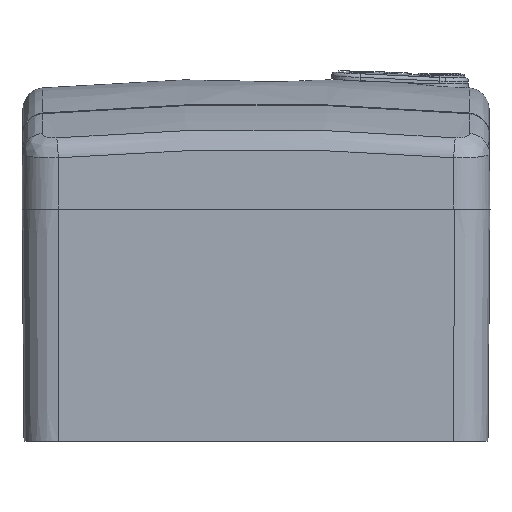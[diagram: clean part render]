
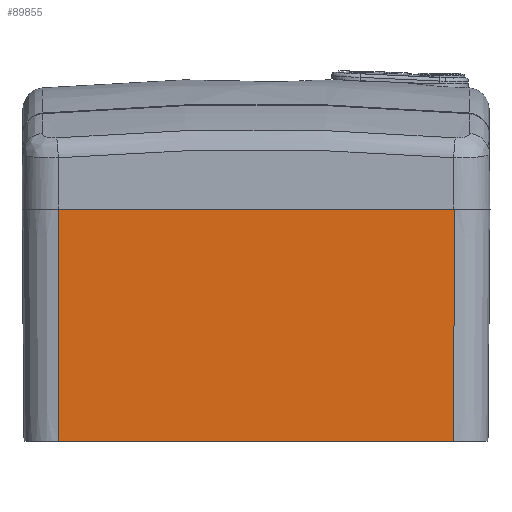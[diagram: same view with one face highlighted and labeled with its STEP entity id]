
A CAD part, front view. The second image highlights one B-rep face of the part: STEP entity #89855.
In plain terms, the highlighted planar face has unit normal (0, -1, -0.009).
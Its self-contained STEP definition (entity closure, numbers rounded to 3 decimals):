
#20812 = ORIENTED_EDGE ( 'NONE', *, *, #72169, .T. ) ;
#27587 = CARTESIAN_POINT ( 'NONE',  ( 55., -70., 62.5 ) ) ;
#30440 = VERTEX_POINT ( 'NONE', #87565 ) ;
#37654 = PLANE ( 'NONE',  #174334 ) ;
#47216 = VECTOR ( 'NONE', #195241, 1000. ) ;
#51109 = CARTESIAN_POINT ( 'NONE',  ( -55., -70., 62.5 ) ) ;
#52686 = ORIENTED_EDGE ( 'NONE', *, *, #160769, .T. ) ;
#57879 = VERTEX_POINT ( 'NONE', #162833 ) ;
#58778 = DIRECTION ( 'NONE',  ( 0., 0.009, -1. ) ) ;
#63027 = DIRECTION ( 'NONE',  ( -1., 0., 0. ) ) ;
#64896 = EDGE_CURVE ( 'NONE', #30440, #172067, #69455, .T. ) ;
#69455 = LINE ( 'NONE', #132353, #47216 ) ;
#72169 = EDGE_CURVE ( 'NONE', #30440, #186354, #200020, .T. ) ;
#76723 = ORIENTED_EDGE ( 'NONE', *, *, #64896, .F. ) ;
#77924 = EDGE_LOOP ( 'NONE', ( #76723, #20812, #183560, #52686 ) ) ;
#87565 = CARTESIAN_POINT ( 'NONE',  ( -55., -70., 62.5 ) ) ;
#89855 = ADVANCED_FACE ( '�����4', ( #178966 ), #37654, .T. ) ;
#90477 = DIRECTION ( 'NONE',  ( 0., -0.009, 1. ) ) ;
#114021 = DIRECTION ( 'NONE',  ( 0., -1., -0.009 ) ) ;
#121297 = VECTOR ( 'NONE', #63027, 1000. ) ;
#132353 = CARTESIAN_POINT ( 'NONE',  ( -55., -70., 62.5 ) ) ;
#144259 = VECTOR ( 'NONE', #58778, 1000. ) ;
#144470 = EDGE_CURVE ( 'NONE', #57879, #186354, #184726, .T. ) ;
#147746 = CARTESIAN_POINT ( 'NONE',  ( -55., -69.437, -2. ) ) ;
#160769 = EDGE_CURVE ( 'NONE', #57879, #172067, #185382, .T. ) ;
#162833 = CARTESIAN_POINT ( 'NONE',  ( 55., -69.437, -2. ) ) ;
#164825 = CARTESIAN_POINT ( 'NONE',  ( 55., -70., 62.5 ) ) ;
#169113 = CARTESIAN_POINT ( 'NONE',  ( -55., -70., 62.5 ) ) ;
#172067 = VERTEX_POINT ( 'NONE', #164825 ) ;
#172330 = CARTESIAN_POINT ( 'NONE',  ( -39.8, -69.437, -2. ) ) ;
#172532 = VECTOR ( 'NONE', #90477, 1000. ) ;
#174334 = AXIS2_PLACEMENT_3D ( 'NONE', #51109, #114021, #176928 ) ;
#176928 = DIRECTION ( 'NONE',  ( 0., 0.009, -1. ) ) ;
#178966 = FACE_OUTER_BOUND ( 'NONE', #77924, .T. ) ;
#183560 = ORIENTED_EDGE ( 'NONE', *, *, #144470, .F. ) ;
#184726 = LINE ( 'NONE', #172330, #121297 ) ;
#185382 = LINE ( 'NONE', #27587, #172532 ) ;
#186354 = VERTEX_POINT ( 'NONE', #147746 ) ;
#195241 = DIRECTION ( 'NONE',  ( 1., 0., 0. ) ) ;
#200020 = LINE ( 'NONE', #169113, #144259 ) ;
